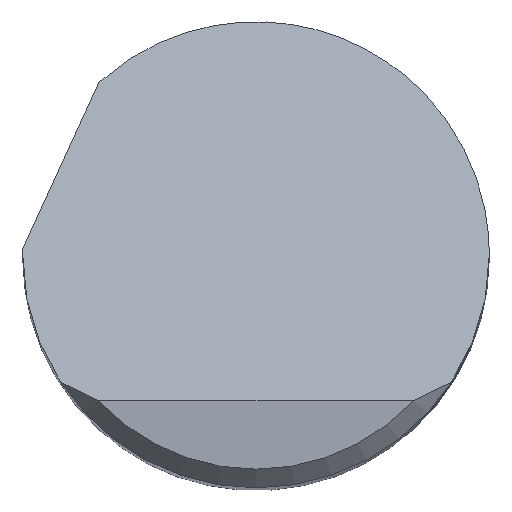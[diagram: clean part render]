
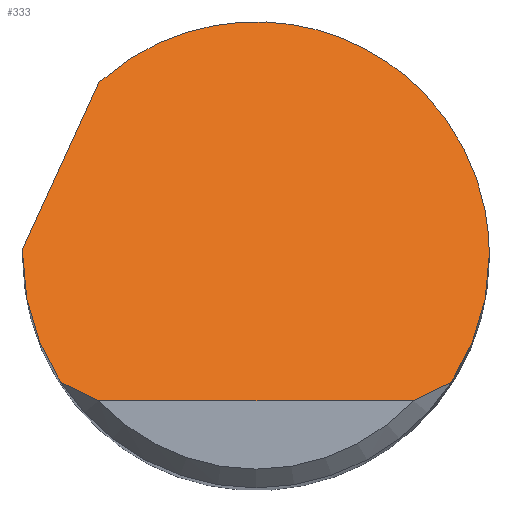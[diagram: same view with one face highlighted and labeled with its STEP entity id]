
A CAD part, top view. The second image highlights one B-rep face of the part: STEP entity #333.
In plain terms, the highlighted planar face has unit normal (0, 0.707, 0.707).
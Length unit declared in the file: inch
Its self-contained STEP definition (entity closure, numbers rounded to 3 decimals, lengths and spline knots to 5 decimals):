
#62 = CARTESIAN_POINT ( 'NONE',  ( -0.1875, -0.1175, 2. ) ) ;
#72 = VERTEX_POINT ( 'NONE', #627 ) ;
#99 = CARTESIAN_POINT ( 'NONE',  ( 0., -0.1175, 2. ) ) ;
#109 = EDGE_CURVE ( 'NONE', #218, #142, #460, .T. ) ;
#112 = FACE_OUTER_BOUND ( 'NONE', #685, .T. ) ;
#129 = CARTESIAN_POINT ( 'NONE',  ( -0.17704, -0.0718, 1.9543 ) ) ;
#134 = EDGE_CURVE ( 'NONE', #142, #684, #777, .T. ) ;
#135 = CARTESIAN_POINT ( 'NONE',  ( 0.157, -0.1025, 1.985 ) ) ;
#136 = CARTESIAN_POINT ( 'NONE',  ( 0.12629, -0.1175, 2. ) ) ;
#142 = VERTEX_POINT ( 'NONE', #564 ) ;
#147 = CARTESIAN_POINT ( 'NONE',  ( -0.12629, -0.1175, 2. ) ) ;
#150 = CARTESIAN_POINT ( 'NONE',  ( 0.014, 0.26635, 1.61615 ) ) ;
#163 = VERTEX_POINT ( 'NONE', #783 ) ;
#181 = VECTOR ( 'NONE', #366, 39.37008 ) ;
#198 = CARTESIAN_POINT ( 'NONE',  ( 0.1875, 0., 1.8825 ) ) ;
#208 = B_SPLINE_CURVE_WITH_KNOTS ( 'NONE', 3,
 ( #746, #595, #523, #609 ),
 .UNSPECIFIED., .F., .F.,
 ( 4, 4 ),
 ( 0., 0.00095 ),
 .UNSPECIFIED. ) ;
#218 = VERTEX_POINT ( 'NONE', #663 ) ;
#235 = CARTESIAN_POINT ( 'NONE',  ( 0.1875, 0., 1.8825 ) ) ;
#259 = CARTESIAN_POINT ( 'NONE',  ( -0.1875, -0.03666, 1.91916 ) ) ;
#265 = ORIENTED_EDGE ( 'NONE', *, *, #109, .T. ) ;
#268 = CARTESIAN_POINT ( 'NONE',  ( 0.17704, -0.0718, 1.9543 ) ) ;
#284 = CARTESIAN_POINT ( 'NONE',  ( -0.1875, 0., 1.8825 ) ) ;
#291 = ORIENTED_EDGE ( 'NONE', *, *, #559, .F. ) ;
#333 = ADVANCED_FACE ( 'NONE', ( #112 ), #376, .F. ) ;
#344 = DIRECTION ( 'NONE',  ( 0., 0.707, -0.707 ) ) ;
#348 = VERTEX_POINT ( 'NONE', #135 ) ;
#349 = CARTESIAN_POINT ( 'NONE',  ( -0.12625, 0.13863, 1.74387 ) ) ;
#366 = DIRECTION ( 'NONE',  ( 1., 0., 0. ) ) ;
#376 = PLANE ( 'NONE',  #583 ) ;
#408 = EDGE_CURVE ( 'NONE', #684, #348, #208, .T. ) ;
#421 = CARTESIAN_POINT ( 'NONE',  ( 0.1875, 0.18969, 1.69281 ) ) ;
#422 = LINE ( 'NONE', #555, #829 ) ;
#443 = EDGE_CURVE ( 'NONE', #72, #667, #579, .T. ) ;
#460 = B_SPLINE_CURVE_WITH_KNOTS ( 'NONE', 3,
 ( #771, #617, #693, #147 ),
 .UNSPECIFIED., .F., .F.,
 ( 4, 4 ),
 ( 0., 0.00095 ),
 .UNSPECIFIED. ) ;
#468 = CARTESIAN_POINT ( 'NONE',  ( -0.1875, 0., 1.8825 ) ) ;
#523 = CARTESIAN_POINT ( 'NONE',  ( 0.14711, -0.10785, 1.99035 ) ) ;
#529 = CARTESIAN_POINT ( 'NONE',  ( 0.1875, -0.03666, 1.91916 ) ) ;
#541 = CARTESIAN_POINT ( 'NONE',  ( -0.18743, 0.005, 1.8775 ) ) ;
#555 = CARTESIAN_POINT ( 'NONE',  ( -0.23821, -0.10589, 1.98839 ) ) ;
#558 = CARTESIAN_POINT ( 'NONE',  ( -0.18748, 0.00333, 1.87917 ) ) ;
#559 = EDGE_CURVE ( 'NONE', #163, #639, #676, .T. ) ;
#564 = CARTESIAN_POINT ( 'NONE',  ( -0.12629, -0.1175, 2. ) ) ;
#577 =( BOUNDED_CURVE ( )  B_SPLINE_CURVE ( 3, ( #198, #529, #268, #821 ),
 .UNSPECIFIED., .F., .T. ) 
 B_SPLINE_CURVE_WITH_KNOTS ( ( 4, 4 ),
 ( 1.5708, 2.14917 ),
 .UNSPECIFIED. ) 
 CURVE ( )  GEOMETRIC_REPRESENTATION_ITEM ( )  RATIONAL_B_SPLINE_CURVE ( ( 1., 0.972, 0.972, 1. ) ) 
 REPRESENTATION_ITEM ( '' )  );
#579 =( BOUNDED_CURVE ( )  B_SPLINE_CURVE ( 3, ( #349, #150, #421, #235 ),
 .UNSPECIFIED., .F., .T. ) 
 B_SPLINE_CURVE_WITH_KNOTS ( ( 4, 4 ),
 ( 5.54449, 7.85398 ),
 .UNSPECIFIED. ) 
 CURVE ( )  GEOMETRIC_REPRESENTATION_ITEM ( )  RATIONAL_B_SPLINE_CURVE ( ( 1., 0.603, 0.603, 1. ) ) 
 REPRESENTATION_ITEM ( '' )  );
#581 = ORIENTED_EDGE ( 'NONE', *, *, #443, .F. ) ;
#583 = AXIS2_PLACEMENT_3D ( 'NONE', #62, #891, #344 ) ;
#595 = CARTESIAN_POINT ( 'NONE',  ( 0.1369, -0.11288, 1.99538 ) ) ;
#609 = CARTESIAN_POINT ( 'NONE',  ( 0.157, -0.1025, 1.985 ) ) ;
#617 = CARTESIAN_POINT ( 'NONE',  ( -0.14711, -0.10785, 1.99035 ) ) ;
#627 = CARTESIAN_POINT ( 'NONE',  ( -0.12625, 0.13863, 1.74387 ) ) ;
#632 = CARTESIAN_POINT ( 'NONE',  ( -0.1875, 0.00167, 1.88083 ) ) ;
#639 = VERTEX_POINT ( 'NONE', #655 ) ;
#651 = CARTESIAN_POINT ( 'NONE',  ( 0.1875, 0., 1.8825 ) ) ;
#655 = CARTESIAN_POINT ( 'NONE',  ( -0.18743, 0.005, 1.8775 ) ) ;
#663 = CARTESIAN_POINT ( 'NONE',  ( -0.157, -0.1025, 1.985 ) ) ;
#667 = VERTEX_POINT ( 'NONE', #651 ) ;
#676 =( BOUNDED_CURVE ( )  B_SPLINE_CURVE ( 3, ( #284, #632, #558, #541 ),
 .UNSPECIFIED., .F., .T. ) 
 B_SPLINE_CURVE_WITH_KNOTS ( ( 4, 4 ),
 ( 4.71239, 4.73906 ),
 .UNSPECIFIED. ) 
 CURVE ( )  GEOMETRIC_REPRESENTATION_ITEM ( )  RATIONAL_B_SPLINE_CURVE ( ( 1., 1., 1., 1. ) ) 
 REPRESENTATION_ITEM ( '' )  );
#684 = VERTEX_POINT ( 'NONE', #136 ) ;
#685 = EDGE_LOOP ( 'NONE', ( #700, #837, #820, #581, #862, #291, #886, #265 ) ) ;
#693 = CARTESIAN_POINT ( 'NONE',  ( -0.1369, -0.11288, 1.99538 ) ) ;
#700 = ORIENTED_EDGE ( 'NONE', *, *, #134, .T. ) ;
#719 = EDGE_CURVE ( 'NONE', #667, #348, #577, .T. ) ;
#746 = CARTESIAN_POINT ( 'NONE',  ( 0.12629, -0.1175, 2. ) ) ;
#767 = DIRECTION ( 'NONE',  ( 0.308, 0.673, -0.673 ) ) ;
#771 = CARTESIAN_POINT ( 'NONE',  ( -0.157, -0.1025, 1.985 ) ) ;
#777 = LINE ( 'NONE', #99, #181 ) ;
#783 = CARTESIAN_POINT ( 'NONE',  ( -0.1875, 0., 1.8825 ) ) ;
#791 = EDGE_CURVE ( 'NONE', #218, #163, #809, .T. ) ;
#809 =( BOUNDED_CURVE ( )  B_SPLINE_CURVE ( 3, ( #814, #129, #259, #468 ),
 .UNSPECIFIED., .F., .T. ) 
 B_SPLINE_CURVE_WITH_KNOTS ( ( 4, 4 ),
 ( 4.13401, 4.71239 ),
 .UNSPECIFIED. ) 
 CURVE ( )  GEOMETRIC_REPRESENTATION_ITEM ( )  RATIONAL_B_SPLINE_CURVE ( ( 1., 0.972, 0.972, 1. ) ) 
 REPRESENTATION_ITEM ( '' )  );
#814 = CARTESIAN_POINT ( 'NONE',  ( -0.157, -0.1025, 1.985 ) ) ;
#820 = ORIENTED_EDGE ( 'NONE', *, *, #719, .F. ) ;
#821 = CARTESIAN_POINT ( 'NONE',  ( 0.157, -0.1025, 1.985 ) ) ;
#829 = VECTOR ( 'NONE', #767, 39.37008 ) ;
#837 = ORIENTED_EDGE ( 'NONE', *, *, #408, .T. ) ;
#862 = ORIENTED_EDGE ( 'NONE', *, *, #887, .F. ) ;
#886 = ORIENTED_EDGE ( 'NONE', *, *, #791, .F. ) ;
#887 = EDGE_CURVE ( 'NONE', #639, #72, #422, .T. ) ;
#891 = DIRECTION ( 'NONE',  ( 0., -0.707, -0.707 ) ) ;
